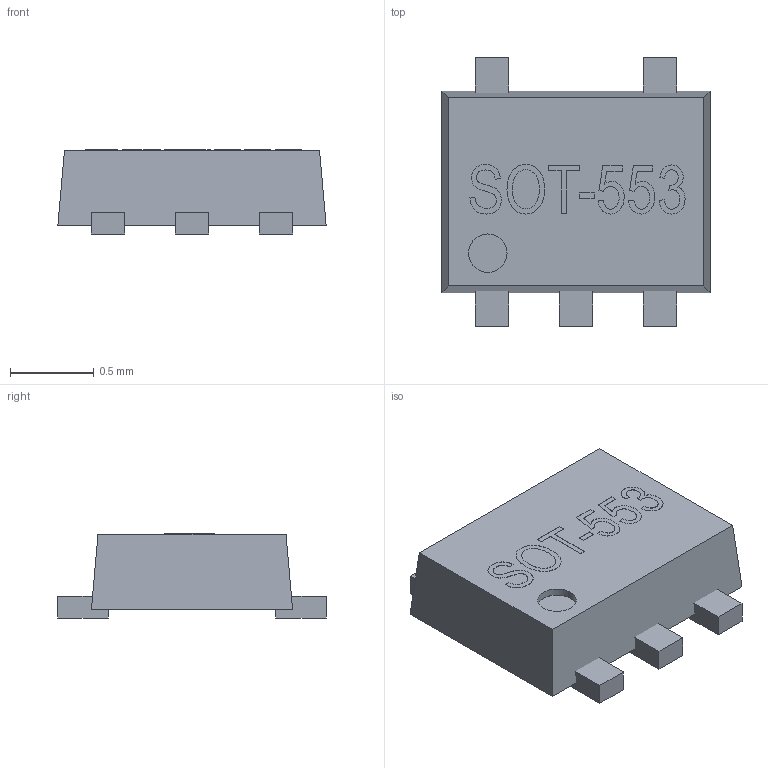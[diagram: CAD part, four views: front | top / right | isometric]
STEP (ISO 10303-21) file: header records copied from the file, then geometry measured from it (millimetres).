
FILE_DESCRIPTION(/* description */ ('Alibre Inc.'),/* implementation_level */ '2;1');
FILE_NAME(/* name */ 'export0',/* time_stamp */ '2014-06-05T03:15:37+01:00',/* author */ (''),/* organization */ (''),/* preprocessor_version */ 'ST-DEVELOPER v14',/* originating_system */ 'Alibre',/* authorisation */ '');
FILE_SCHEMA (('AUTOMOTIVE_DESIGN'));
Length unit declared in the file: centimetre
Bounding box: 1.6 x 1.6 x 0.5 mm (x, y, z)
Volume: 0.9 mm3; surface area: 7.7 mm2
Topology: 14 solids, 14 shells, 190 faces, 483 edges, 322 vertices
Faces by surface type: bspline 103, plane 85, cylinder 2
Full cylindrical faces by diameter (mm): 0.23 x2
Entity records: 5846 total; most frequent: CARTESIAN_POINT 1926, ORIENTED_EDGE 962, EDGE_CURVE 481, DIRECTION 386, VERTEX_POINT 322, VECTOR 271, LINE 271, B_SPLINE_CURVE_WITH_KNOTS 205
